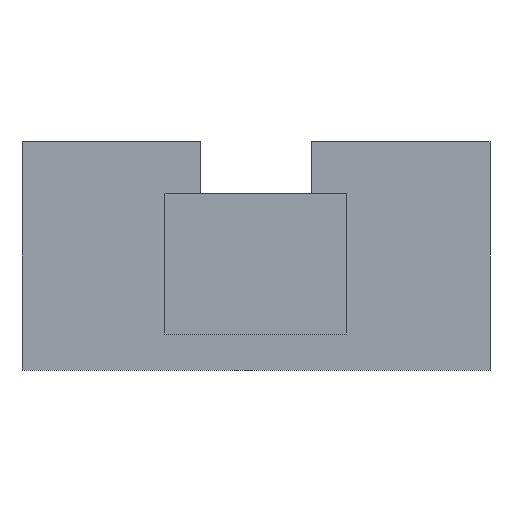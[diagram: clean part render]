
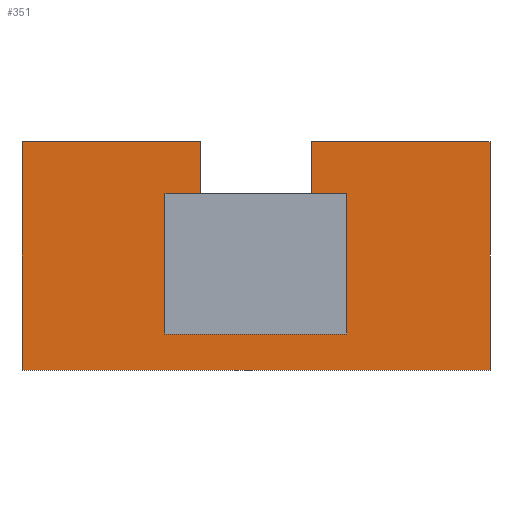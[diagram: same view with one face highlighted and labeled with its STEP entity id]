
A CAD part, front view. The second image highlights one B-rep face of the part: STEP entity #351.
In plain terms, the highlighted planar face has unit normal (0, -1, 0).
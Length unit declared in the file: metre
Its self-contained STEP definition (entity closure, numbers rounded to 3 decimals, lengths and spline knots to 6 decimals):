
#41=ORIENTED_EDGE('',*,*,#133,.T.);
#42=ORIENTED_EDGE('',*,*,#134,.F.);
#43=ORIENTED_EDGE('',*,*,#129,.F.);
#44=ORIENTED_EDGE('',*,*,#111,.F.);
#45=ORIENTED_EDGE('',*,*,#135,.F.);
#46=ORIENTED_EDGE('',*,*,#136,.T.);
#47=ORIENTED_EDGE('',*,*,#137,.T.);
#48=ORIENTED_EDGE('',*,*,#138,.T.);
#49=ORIENTED_EDGE('',*,*,#139,.F.);
#50=ORIENTED_EDGE('',*,*,#140,.T.);
#51=ORIENTED_EDGE('',*,*,#141,.T.);
#52=ORIENTED_EDGE('',*,*,#115,.F.);
#111=EDGE_CURVE('',#159,#161,#192,.T.);
#115=EDGE_CURVE('',#164,#165,#196,.T.);
#129=EDGE_CURVE('',#161,#176,#210,.T.);
#133=EDGE_CURVE('',#164,#179,#214,.T.);
#134=EDGE_CURVE('',#176,#179,#215,.T.);
#135=EDGE_CURVE('',#180,#159,#216,.T.);
#136=EDGE_CURVE('',#180,#181,#217,.T.);
#137=EDGE_CURVE('',#181,#182,#218,.T.);
#138=EDGE_CURVE('',#182,#183,#219,.T.);
#139=EDGE_CURVE('',#184,#183,#220,.T.);
#140=EDGE_CURVE('',#184,#185,#221,.T.);
#141=EDGE_CURVE('',#185,#165,#222,.T.);
#159=VERTEX_POINT('',#489);
#161=VERTEX_POINT('',#492);
#164=VERTEX_POINT('',#498);
#165=VERTEX_POINT('',#500);
#176=VERTEX_POINT('',#525);
#179=VERTEX_POINT('',#535);
#180=VERTEX_POINT('',#540);
#181=VERTEX_POINT('',#542);
#182=VERTEX_POINT('',#544);
#183=VERTEX_POINT('',#546);
#184=VERTEX_POINT('',#548);
#185=VERTEX_POINT('',#550);
#192=LINE('',#491,#241);
#196=LINE('',#499,#245);
#210=LINE('',#528,#259);
#214=LINE('',#536,#263);
#215=LINE('',#538,#264);
#216=LINE('',#539,#265);
#217=LINE('',#541,#266);
#218=LINE('',#543,#267);
#219=LINE('',#545,#268);
#220=LINE('',#547,#269);
#221=LINE('',#549,#270);
#222=LINE('',#551,#271);
#241=VECTOR('',#402,1.);
#245=VECTOR('',#406,1.);
#259=VECTOR('',#424,1.);
#263=VECTOR('',#432,1.);
#264=VECTOR('',#435,1.);
#265=VECTOR('',#436,1.);
#266=VECTOR('',#437,1.);
#267=VECTOR('',#438,1.);
#268=VECTOR('',#439,1.);
#269=VECTOR('',#440,1.);
#270=VECTOR('',#441,1.);
#271=VECTOR('',#442,1.);
#294=EDGE_LOOP('',(#41,#42,#43,#44,#45,#46,#47,#48,#49,#50,#51,#52));
#313=FACE_BOUND('',#294,.T.);
#332=PLANE('',#383);
#351=ADVANCED_FACE('',(#313),#332,.F.);
#383=AXIS2_PLACEMENT_3D('',#537,#433,#434);
#402=DIRECTION('',(-1.,0.,0.));
#406=DIRECTION('',(-1.,0.,0.));
#424=DIRECTION('',(0.,0.,-1.));
#432=DIRECTION('',(0.,0.,-1.));
#433=DIRECTION('',(0.,1.,0.));
#434=DIRECTION('',(0.,0.,1.));
#435=DIRECTION('',(1.,0.,0.));
#436=DIRECTION('',(0.,0.,-1.));
#437=DIRECTION('',(-1.,0.,0.));
#438=DIRECTION('',(0.,0.,-1.));
#439=DIRECTION('',(1.,0.,0.));
#440=DIRECTION('',(0.,0.,-1.));
#441=DIRECTION('',(-1.,0.,0.));
#442=DIRECTION('',(0.,0.,-1.));
#489=CARTESIAN_POINT('',(-0.001074,0.,0.00135));
#491=CARTESIAN_POINT('',(0.,0.,0.00135));
#492=CARTESIAN_POINT('',(-0.00175,0.,0.00135));
#498=CARTESIAN_POINT('',(0.00175,0.,0.00135));
#499=CARTESIAN_POINT('',(0.,0.,0.00135));
#500=CARTESIAN_POINT('',(0.001074,0.,0.00135));
#525=CARTESIAN_POINT('',(-0.00175,0.,-0.00135));
#528=CARTESIAN_POINT('',(-0.00175,0.,0.00135));
#535=CARTESIAN_POINT('',(0.00175,0.,-0.00135));
#536=CARTESIAN_POINT('',(0.00175,0.,0.00135));
#537=CARTESIAN_POINT('',(0.003125,0.,0.00135));
#538=CARTESIAN_POINT('',(0.,0.,-0.00135));
#539=CARTESIAN_POINT('',(-0.001074,0.,0.00235));
#540=CARTESIAN_POINT('',(-0.001074,0.,0.00235));
#541=CARTESIAN_POINT('',(0.,0.,0.00235));
#542=CARTESIAN_POINT('',(-0.0045,0.,0.00235));
#543=CARTESIAN_POINT('',(-0.0045,0.,0.00135));
#544=CARTESIAN_POINT('',(-0.0045,0.,-0.00205));
#545=CARTESIAN_POINT('',(0.,0.,-0.00205));
#546=CARTESIAN_POINT('',(0.0045,0.,-0.00205));
#547=CARTESIAN_POINT('',(0.0045,0.,0.00135));
#548=CARTESIAN_POINT('',(0.0045,0.,0.00235));
#549=CARTESIAN_POINT('',(0.,0.,0.00235));
#550=CARTESIAN_POINT('',(0.001074,0.,0.00235));
#551=CARTESIAN_POINT('',(0.001074,0.,0.00235));
